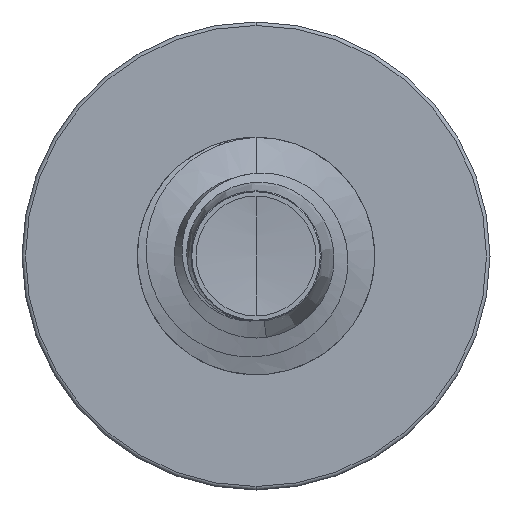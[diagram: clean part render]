
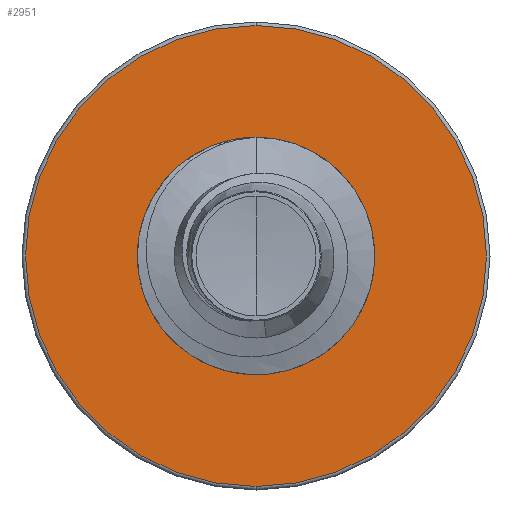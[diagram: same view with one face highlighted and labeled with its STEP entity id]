
A CAD part, front view. The second image highlights one B-rep face of the part: STEP entity #2951.
In plain terms, the highlighted planar face has unit normal (0, -1, 0).
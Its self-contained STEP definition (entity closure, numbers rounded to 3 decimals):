
#862 = CARTESIAN_POINT ( 'NONE',  ( 0., 6., 1.722 ) ) ;
#1218 = DIRECTION ( 'NONE',  ( 0., 1., 0. ) ) ;
#1619 = AXIS2_PLACEMENT_3D ( 'NONE', #10451, #6210, #10851 ) ;
#1809 = ORIENTED_EDGE ( 'NONE', *, *, #4130, .T. ) ;
#2238 = AXIS2_PLACEMENT_3D ( 'NONE', #6636, #6468, #5909 ) ;
#2519 = FACE_BOUND ( 'NONE', #8605, .T. ) ;
#2670 = CIRCLE ( 'NONE', #5641, 3.397 ) ;
#2951 = ADVANCED_FACE ( 'NONE', ( #7850, #2519 ), #5109, .F. ) ;
#2954 = CARTESIAN_POINT ( 'NONE',  ( 0., 6., -3.397 ) ) ;
#3030 = EDGE_CURVE ( 'NONE', #8007, #6262, #7585, .T. ) ;
#3548 = ORIENTED_EDGE ( 'NONE', *, *, #8649, .F. ) ;
#3915 = AXIS2_PLACEMENT_3D ( 'NONE', #5021, #5013, #4997 ) ;
#4130 = EDGE_CURVE ( 'NONE', #6262, #8007, #10507, .T. ) ;
#4234 = ORIENTED_EDGE ( 'NONE', *, *, #3030, .T. ) ;
#4435 = CIRCLE ( 'NONE', #1619, 3.397 ) ;
#4452 = ORIENTED_EDGE ( 'NONE', *, *, #10114, .F. ) ;
#4997 = DIRECTION ( 'NONE',  ( 0., 0., 1. ) ) ;
#5013 = DIRECTION ( 'NONE',  ( 0., 1., 0. ) ) ;
#5021 = CARTESIAN_POINT ( 'NONE',  ( 0., 6., 0. ) ) ;
#5080 = DIRECTION ( 'NONE',  ( 0., 0., 1. ) ) ;
#5098 = DIRECTION ( 'NONE',  ( 0., 1., 0. ) ) ;
#5109 = PLANE ( 'NONE',  #5976 ) ;
#5641 = AXIS2_PLACEMENT_3D ( 'NONE', #7381, #1218, #8257 ) ;
#5798 = CARTESIAN_POINT ( 'NONE',  ( 0., 6., -1.722 ) ) ;
#5909 = DIRECTION ( 'NONE',  ( 0., 0., 1. ) ) ;
#5976 = AXIS2_PLACEMENT_3D ( 'NONE', #5798, #5098, #5080 ) ;
#6145 = EDGE_LOOP ( 'NONE', ( #4452, #3548 ) ) ;
#6210 = DIRECTION ( 'NONE',  ( 0., 1., 0. ) ) ;
#6262 = VERTEX_POINT ( 'NONE', #862 ) ;
#6468 = DIRECTION ( 'NONE',  ( 0., 1., 0. ) ) ;
#6636 = CARTESIAN_POINT ( 'NONE',  ( 0., 6., 0. ) ) ;
#6806 = CARTESIAN_POINT ( 'NONE',  ( 0., 6., 3.398 ) ) ;
#7381 = CARTESIAN_POINT ( 'NONE',  ( 0., 6., 0. ) ) ;
#7585 = CIRCLE ( 'NONE', #3915, 1.722 ) ;
#7850 = FACE_OUTER_BOUND ( 'NONE', #6145, .T. ) ;
#8007 = VERTEX_POINT ( 'NONE', #9343 ) ;
#8257 = DIRECTION ( 'NONE',  ( 0., 0., 1. ) ) ;
#8605 = EDGE_LOOP ( 'NONE', ( #1809, #4234 ) ) ;
#8649 = EDGE_CURVE ( 'NONE', #10694, #9111, #2670, .T. ) ;
#9111 = VERTEX_POINT ( 'NONE', #6806 ) ;
#9343 = CARTESIAN_POINT ( 'NONE',  ( 0., 6., -1.722 ) ) ;
#10114 = EDGE_CURVE ( 'NONE', #9111, #10694, #4435, .T. ) ;
#10451 = CARTESIAN_POINT ( 'NONE',  ( 0., 6., 0. ) ) ;
#10507 = CIRCLE ( 'NONE', #2238, 1.722 ) ;
#10694 = VERTEX_POINT ( 'NONE', #2954 ) ;
#10851 = DIRECTION ( 'NONE',  ( 0., 0., 1. ) ) ;
